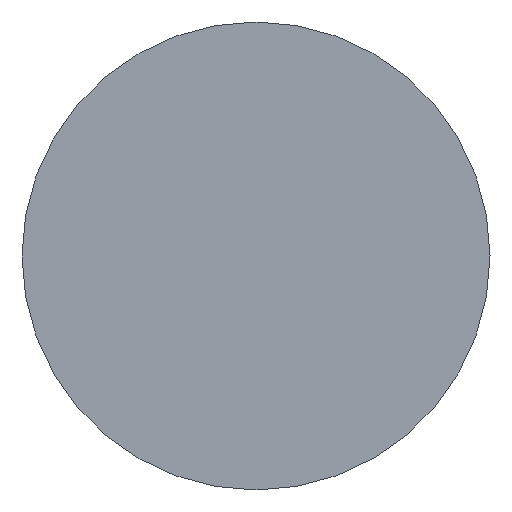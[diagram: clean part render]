
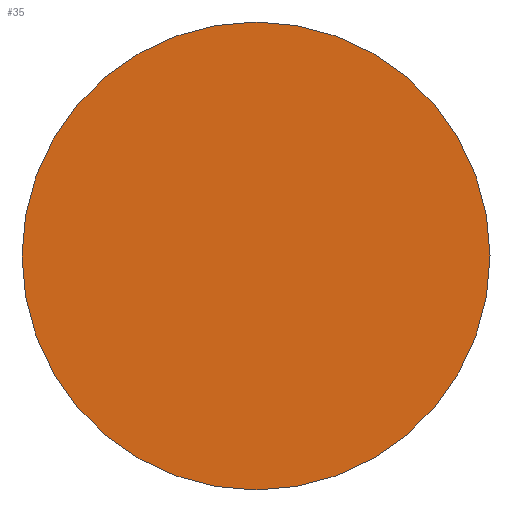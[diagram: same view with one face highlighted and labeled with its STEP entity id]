
A CAD part, front view. The second image highlights one B-rep face of the part: STEP entity #35.
In plain terms, the highlighted planar face has unit normal (0, -1, 0).
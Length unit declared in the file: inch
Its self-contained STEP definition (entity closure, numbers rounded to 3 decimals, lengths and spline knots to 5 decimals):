
#23 = AXIS2_PLACEMENT_3D ( 'NONE', #184, #155, #439 ) ;
#35 = ADVANCED_FACE ( 'NONE', ( #234 ), #377, .T. ) ;
#55 = AXIS2_PLACEMENT_3D ( 'NONE', #164, #355, #309 ) ;
#87 = CIRCLE ( 'NONE', #345, 0.25 ) ;
#100 = DIRECTION ( 'NONE',  ( 0., 0., -1. ) ) ;
#123 = CARTESIAN_POINT ( 'NONE',  ( 0., 0., 0. ) ) ;
#155 = DIRECTION ( 'NONE',  ( 0., -1., 0. ) ) ;
#164 = CARTESIAN_POINT ( 'NONE',  ( 0., 0., 0. ) ) ;
#184 = CARTESIAN_POINT ( 'NONE',  ( 0., 0., 0. ) ) ;
#192 = DIRECTION ( 'NONE',  ( 0., -1., 0. ) ) ;
#211 = CARTESIAN_POINT ( 'NONE',  ( 0., 0., 0.25 ) ) ;
#221 = ORIENTED_EDGE ( 'NONE', *, *, #411, .T. ) ;
#229 = ORIENTED_EDGE ( 'NONE', *, *, #313, .T. ) ;
#234 = FACE_OUTER_BOUND ( 'NONE', #290, .T. ) ;
#290 = EDGE_LOOP ( 'NONE', ( #221, #229 ) ) ;
#309 = DIRECTION ( 'NONE',  ( 0., 0., -1. ) ) ;
#313 = EDGE_CURVE ( 'NONE', #438, #441, #430, .T. ) ;
#345 = AXIS2_PLACEMENT_3D ( 'NONE', #123, #192, #100 ) ;
#355 = DIRECTION ( 'NONE',  ( 0., -1., 0. ) ) ;
#377 = PLANE ( 'NONE',  #55 ) ;
#388 = CARTESIAN_POINT ( 'NONE',  ( 0., 0., -0.25 ) ) ;
#411 = EDGE_CURVE ( 'NONE', #441, #438, #87, .T. ) ;
#430 = CIRCLE ( 'NONE', #23, 0.25 ) ;
#438 = VERTEX_POINT ( 'NONE', #211 ) ;
#439 = DIRECTION ( 'NONE',  ( 0., 0., -1. ) ) ;
#441 = VERTEX_POINT ( 'NONE', #388 ) ;
